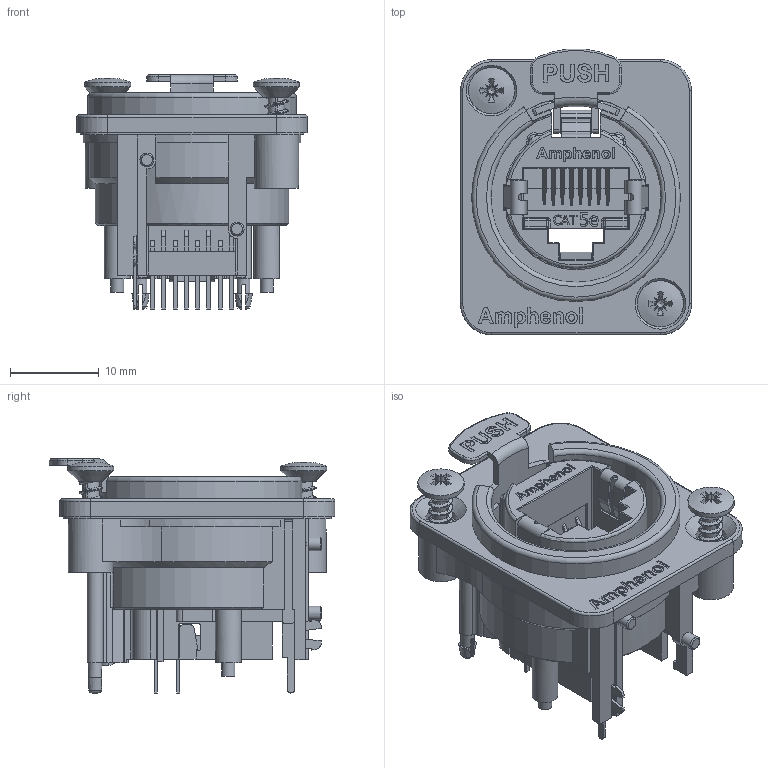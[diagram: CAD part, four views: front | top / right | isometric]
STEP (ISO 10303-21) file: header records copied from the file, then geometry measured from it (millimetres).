
FILE_DESCRIPTION((''),'2;1');
FILE_NAME('RJX8FD5VB.stp','2015-10-29T16:47:06',('thien'),(''),'Autodesk Inventor 2012','Autodesk Inventor 2012','');
FILE_SCHEMA(('CONFIG_CONTROL_DESIGN'));
Length unit declared in the file: millimetre
Products named in the file (5): XLRnet D shell vertical to delete; 53480107-330; XLRnet D shell vertical_Substitute_1; 52080006-331; 52500011-330
Assembly tree (5 placements, depth 2):
  XLRnet D shell vertical to delete
    53480107-330
    XLRnet D shell vertical_Substitute_1
    52080006-331
    52500011-330  x2
Bounding box: 26 x 32.18 x 26.35 mm (x, y, z)
Volume: 5178.1 mm3; surface area: 10032 mm2
Topology: 5 solids, 7 shells, 2455 faces, 6560 edges, 4166 vertices
Faces by surface type: plane 1260, bspline 586, cylinder 457, cone 87, torus 54, sphere 11
Full cylindrical faces by diameter (mm): 1.5 x2, 1.55 x4, 2.9 x2, 3.4 x2, 5 x1, 5.2 x2
Entity records: 89768 total; most frequent: CARTESIAN_POINT 37560, ORIENTED_EDGE 11482, DIRECTION 9134, EDGE_CURVE 5741, VECTOR 3716, LINE 3716, VERTEX_POINT 3672, AXIS2_PLACEMENT_3D 2709
